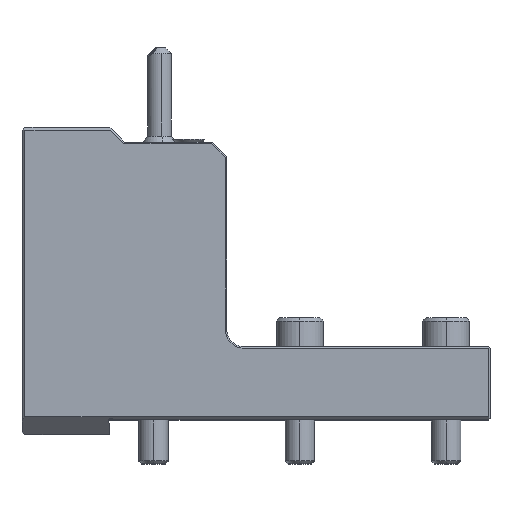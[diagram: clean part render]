
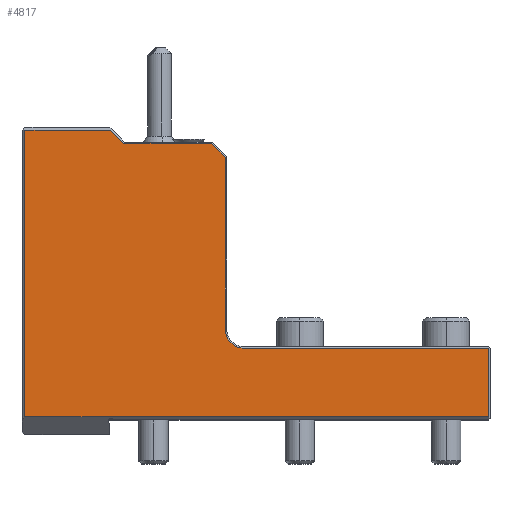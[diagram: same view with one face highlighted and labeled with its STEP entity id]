
A CAD part, top view. The second image highlights one B-rep face of the part: STEP entity #4817.
In plain terms, the highlighted planar face has unit normal (0, 0, 1).
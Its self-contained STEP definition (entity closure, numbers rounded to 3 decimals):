
#609=DIRECTION('',(-1.,0.,0.));
#610=VECTOR('',#609,30.);
#611=CARTESIAN_POINT('',(34.793,94.5,47.5));
#612=LINE('',#611,#610);
#613=DIRECTION('',(-0.707,0.707,0.));
#614=VECTOR('',#613,6.657);
#615=CARTESIAN_POINT('',(39.5,89.793,47.5));
#616=LINE('',#615,#614);
#617=DIRECTION('',(0.,1.,0.));
#618=VECTOR('',#617,58.793);
#619=CARTESIAN_POINT('',(39.5,31.,47.5));
#620=LINE('',#619,#618);
#621=CARTESIAN_POINT('',(46.,31.,47.5));
#622=DIRECTION('',(0.,0.,-1.));
#623=DIRECTION('',(0.,-1.,0.));
#624=AXIS2_PLACEMENT_3D('',#621,#622,#623);
#626=DIRECTION('',(-1.,0.,0.));
#627=VECTOR('',#626,83.5);
#628=CARTESIAN_POINT('',(129.5,24.5,47.5));
#629=LINE('',#628,#627);
#630=DIRECTION('',(0.,-1.,0.));
#631=VECTOR('',#630,23.5);
#632=CARTESIAN_POINT('',(129.5,24.5,47.5));
#633=LINE('',#632,#631);
#634=DIRECTION('',(-1.,0.,0.));
#635=VECTOR('',#634,158.5);
#636=CARTESIAN_POINT('',(129.5,1.,47.5));
#637=LINE('',#636,#635);
#638=DIRECTION('',(0.,-1.,0.));
#639=VECTOR('',#638,98.);
#640=CARTESIAN_POINT('',(-29.,99.,47.5));
#641=LINE('',#640,#639);
#642=DIRECTION('',(1.,0.,0.));
#643=VECTOR('',#642,29.293);
#644=CARTESIAN_POINT('',(-29.,99.,47.5));
#645=LINE('',#644,#643);
#646=DIRECTION('',(-0.707,0.707,0.));
#647=VECTOR('',#646,6.364);
#648=CARTESIAN_POINT('',(4.793,94.5,47.5));
#649=LINE('',#648,#647);
#3668=CARTESIAN_POINT('',(-29.,99.,47.5));
#3669=VERTEX_POINT('',#3668);
#3677=CARTESIAN_POINT('',(4.793,94.5,47.5));
#3679=VERTEX_POINT('',#3677);
#3704=CARTESIAN_POINT('',(34.793,94.5,47.5));
#3705=VERTEX_POINT('',#3704);
#3708=CARTESIAN_POINT('',(0.293,99.,47.5));
#3710=VERTEX_POINT('',#3708);
#3717=CARTESIAN_POINT('',(39.5,89.793,47.5));
#3719=VERTEX_POINT('',#3717);
#3724=CARTESIAN_POINT('',(39.5,31.,47.5));
#3725=VERTEX_POINT('',#3724);
#3736=CARTESIAN_POINT('',(129.5,1.,47.5));
#3737=CARTESIAN_POINT('',(-29.,1.,47.5));
#3738=VERTEX_POINT('',#3736);
#3739=VERTEX_POINT('',#3737);
#3802=CARTESIAN_POINT('',(129.5,24.5,47.5));
#3804=VERTEX_POINT('',#3802);
#3808=CARTESIAN_POINT('',(46.,24.5,47.5));
#3809=VERTEX_POINT('',#3808);
#4793=CARTESIAN_POINT('',(-30.,-5.,47.5));
#4794=DIRECTION('',(0.,0.,1.));
#4795=DIRECTION('',(1.,0.,0.));
#4796=AXIS2_PLACEMENT_3D('',#4793,#4794,#4795);
#4797=PLANE('',#4796);
#4799=ORIENTED_EDGE('',*,*,#4798,.F.);
#4801=ORIENTED_EDGE('',*,*,#4800,.F.);
#4803=ORIENTED_EDGE('',*,*,#4802,.F.);
#4805=ORIENTED_EDGE('',*,*,#4804,.F.);
#4806=ORIENTED_EDGE('',*,*,#4782,.F.);
#4807=ORIENTED_EDGE('',*,*,#4771,.T.);
#4808=ORIENTED_EDGE('',*,*,#4422,.T.);
#4810=ORIENTED_EDGE('',*,*,#4809,.F.);
#4812=ORIENTED_EDGE('',*,*,#4811,.T.);
#4814=ORIENTED_EDGE('',*,*,#4813,.F.);
#4815=EDGE_LOOP('',(#4799,#4801,#4803,#4805,#4806,#4807,#4808,#4810,#4812,
#4814));
#4816=FACE_OUTER_BOUND('',#4815,.F.);
#625=CIRCLE('',#624,6.5);
#4422=EDGE_CURVE('',#3738,#3739,#637,.T.);
#4771=EDGE_CURVE('',#3804,#3738,#633,.T.);
#4782=EDGE_CURVE('',#3804,#3809,#629,.T.);
#4798=EDGE_CURVE('',#3705,#3679,#612,.T.);
#4800=EDGE_CURVE('',#3719,#3705,#616,.T.);
#4802=EDGE_CURVE('',#3725,#3719,#620,.T.);
#4804=EDGE_CURVE('',#3809,#3725,#625,.T.);
#4809=EDGE_CURVE('',#3669,#3739,#641,.T.);
#4811=EDGE_CURVE('',#3669,#3710,#645,.T.);
#4813=EDGE_CURVE('',#3679,#3710,#649,.T.);
#4817=ADVANCED_FACE('',(#4816),#4797,.T.);
